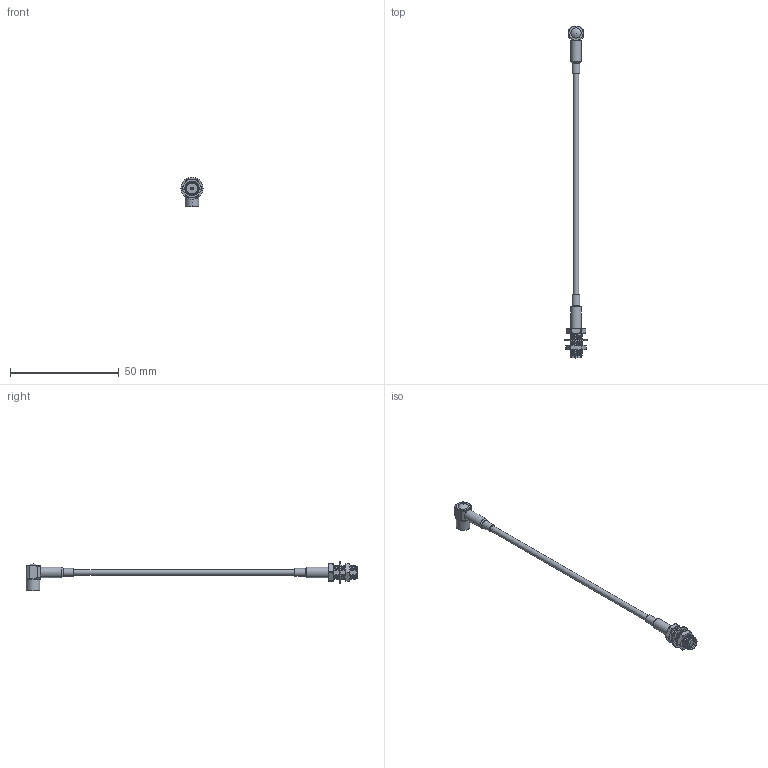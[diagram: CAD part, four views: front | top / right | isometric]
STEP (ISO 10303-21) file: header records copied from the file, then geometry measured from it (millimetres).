
FILE_DESCRIPTION(/* description */ ('Unknown'),/* implementation_level */ '2;1');
FILE_NAME(/* name */ '65503210315301',/* time_stamp */ '2020-01-20T10:05:23+01:00',/* author */ ('Unknown'),/* organization */ ('Unknown'),/* preprocessor_version */ 'ST-DEVELOPER v16.7',/* originating_system */ 'DEX',/* authorisation */ $);
FILE_SCHEMA (('AUTOMOTIVE_DESIGN {1 0 10303 214 3 1 1}'));
Length unit declared in the file: millimetre
Products named in the file (1): 65503210315301
Bounding box: 10.2 x 152.4 x 13.51 mm (x, y, z)
Volume: 3543.7 mm3; surface area: 5749.2 mm2
Topology: 8 solids, 8 shells, 796 faces, 2392 edges, 1578 vertices
Faces by surface type: plane 372, cylinder 200, bspline 96, cone 82, torus 46
Full cylindrical faces by diameter (mm): 0.52 x2, 0.55 x2, 0.9 x2, 0.92 x2, 0.96 x2, 1.27 x4, 1.53 x2, 1.55 x2, 2 x2, 2.6 x2, 2.7 x2, 2.9 x2, 3.6 x4, 3.72 x2, 4.44 x2, 4.46 x2, 4.62 x2, 4.75 x2, 4.8 x4, 4.82 x2, 4.95 x2, 5.06 x2, 5.4 x2, 6.3 x2, 10.2 x2
Entity records: 58336 total; most frequent: CARTESIAN_POINT 33823, ORIENTED_EDGE 4460, DIRECTION 3582, EDGE_CURVE 2230, VERTEX_POINT 1518, AXIS2_PLACEMENT_3D 1335, FACE_BOUND 988, EDGE_LOOP 982
